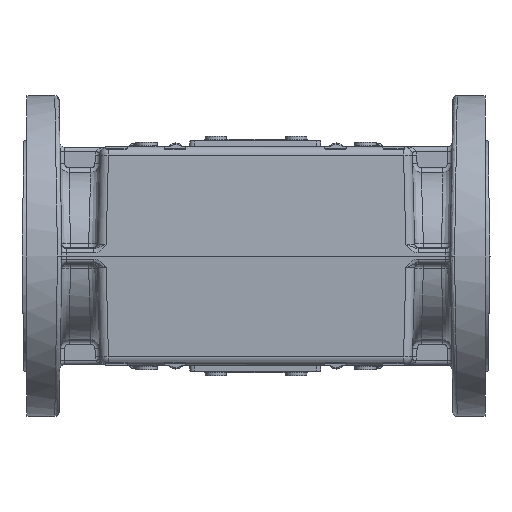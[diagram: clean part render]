
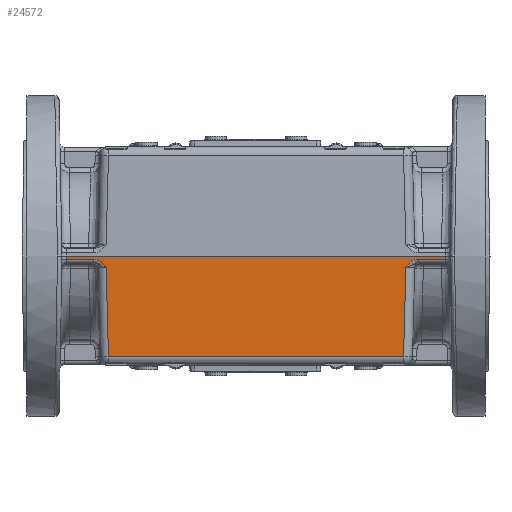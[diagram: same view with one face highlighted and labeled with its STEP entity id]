
A CAD part, front view. The second image highlights one B-rep face of the part: STEP entity #24572.
In plain terms, the highlighted planar face has unit normal (0, -1, -0.026).
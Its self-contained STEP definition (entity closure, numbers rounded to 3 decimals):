
#65 = CARTESIAN_POINT ( 'NONE',  ( 106.628, -192.905, -3.619 ) ) ;
#564 = VERTEX_POINT ( 'NONE', #6054 ) ;
#656 = DIRECTION ( 'NONE',  ( 0.026, -0.026, 0.999 ) ) ;
#1034 = CARTESIAN_POINT ( 'NONE',  ( 102.759, -192.793, -7.92 ) ) ;
#1050 = B_SPLINE_CURVE_WITH_KNOTS ( 'NONE', 3,
 ( #83479, #68984, #90684, #4536, #55159, #91007, #75609, #68675, #54849, #25874, #11724, #53897, #89733, #33425, #82840, #62051, #4845, #46961 ),
 .UNSPECIFIED., .F., .F.,
 ( 4, 2, 2, 2, 2, 2, 2, 2, 4 ),
 ( 0., 0.001, 0.003, 0.004, 0.005, 0.008, 0.009, 0.01, 0.011 ),
 .UNSPECIFIED. ) ;
#1825 = ORIENTED_EDGE ( 'NONE', *, *, #48975, .T. ) ;
#2178 = EDGE_CURVE ( 'NONE', #33021, #65255, #48002, .T. ) ;
#3455 = VERTEX_POINT ( 'NONE', #55316 ) ;
#3599 = LINE ( 'NONE', #88289, #91435 ) ;
#3940 = EDGE_CURVE ( 'NONE', #36664, #65255, #52356, .T. ) ;
#4377 = ORIENTED_EDGE ( 'NONE', *, *, #22884, .T. ) ;
#4536 = CARTESIAN_POINT ( 'NONE',  ( -109.466, -192.94, -2.296 ) ) ;
#4845 = CARTESIAN_POINT ( 'NONE',  ( -102.885, -192.797, -7.736 ) ) ;
#6054 = CARTESIAN_POINT ( 'NONE',  ( -111.241, -192.945, -2.089 ) ) ;
#6700 = DIRECTION ( 'NONE',  ( 1., 0., 0. ) ) ;
#7793 = LINE ( 'NONE', #56425, #93260 ) ;
#8493 = CARTESIAN_POINT ( 'NONE',  ( 102.895, -192.929, -2.693 ) ) ;
#9756 = CARTESIAN_POINT ( 'NONE',  ( -101.155, -191.189, -69.157 ) ) ;
#11724 = CARTESIAN_POINT ( 'NONE',  ( -104.935, -192.867, -5.078 ) ) ;
#12706 = DIRECTION ( 'NONE',  ( 1., 0., 0. ) ) ;
#13341 = CARTESIAN_POINT ( 'NONE',  ( -130.017, -192.945, -2.089 ) ) ;
#14167 = CARTESIAN_POINT ( 'NONE',  ( 103.266, -192.812, -7.179 ) ) ;
#14469 = CARTESIAN_POINT ( 'NONE',  ( 109.466, -192.94, -2.296 ) ) ;
#16797 = CARTESIAN_POINT ( 'NONE',  ( 130.017, -192.945, -2.089 ) ) ;
#17913 = LINE ( 'NONE', #69961, #92191 ) ;
#18400 = EDGE_CURVE ( 'NONE', #36664, #73986, #67386, .T. ) ;
#22884 = EDGE_CURVE ( 'NONE', #3455, #52258, #91023, .T. ) ;
#24184 = VECTOR ( 'NONE', #87626, 1000. ) ;
#24364 = DIRECTION ( 'NONE',  ( -0.017, 0.026, -1. ) ) ;
#24572 = ADVANCED_FACE ( 'NONE', ( #67265 ), #66913, .T. ) ;
#25874 = CARTESIAN_POINT ( 'NONE',  ( -105.561, -192.884, -4.445 ) ) ;
#26655 = LINE ( 'NONE', #30460, #53656 ) ;
#27844 = CARTESIAN_POINT ( 'NONE',  ( 129.981, -193., 0. ) ) ;
#28311 = CARTESIAN_POINT ( 'NONE',  ( 108.186, -192.928, -2.733 ) ) ;
#28313 = VERTEX_POINT ( 'NONE', #93218 ) ;
#29260 = CARTESIAN_POINT ( 'NONE',  ( 107.782, -192.923, -2.925 ) ) ;
#30065 = ORIENTED_EDGE ( 'NONE', *, *, #92731, .T. ) ;
#30140 = DIRECTION ( 'NONE',  ( 1., 0., 0. ) ) ;
#30460 = CARTESIAN_POINT ( 'NONE',  ( 107., -191.189, -69.157 ) ) ;
#30512 = ORIENTED_EDGE ( 'NONE', *, *, #2178, .T. ) ;
#31044 = DIRECTION ( 'NONE',  ( 0., -1., -0.026 ) ) ;
#31062 = DIRECTION ( 'NONE',  ( 0.026, 0.026, -0.999 ) ) ;
#33021 = VERTEX_POINT ( 'NONE', #16797 ) ;
#33425 = CARTESIAN_POINT ( 'NONE',  ( -103.401, -192.817, -7. ) ) ;
#34514 = CARTESIAN_POINT ( 'NONE',  ( -129.981, -193., 0. ) ) ;
#35376 = VERTEX_POINT ( 'NONE', #59727 ) ;
#35775 = DIRECTION ( 'NONE',  ( -0.017, -0.026, 1. ) ) ;
#36664 = VERTEX_POINT ( 'NONE', #34514 ) ;
#38828 = B_SPLINE_CURVE_WITH_KNOTS ( 'NONE', 3,
 ( #57262, #14167, #50958, #64176, #72331, #65, #71396, #29260, #28311, #79305, #14469, #43738, #86798, #87106 ),
 .UNSPECIFIED., .F., .F.,
 ( 4, 2, 2, 2, 2, 2, 4 ),
 ( 0., 0.003, 0.005, 0.007, 0.008, 0.009, 0.011 ),
 .UNSPECIFIED. ) ;
#43738 = CARTESIAN_POINT ( 'NONE',  ( 110.343, -192.944, -2.132 ) ) ;
#44893 = ORIENTED_EDGE ( 'NONE', *, *, #3940, .F. ) ;
#46961 = CARTESIAN_POINT ( 'NONE',  ( -102.759, -192.793, -7.92 ) ) ;
#48002 = LINE ( 'NONE', #50202, #73922 ) ;
#48434 = EDGE_CURVE ( 'NONE', #52258, #28313, #38828, .T. ) ;
#48975 = EDGE_CURVE ( 'NONE', #60478, #3455, #26655, .T. ) ;
#50202 = CARTESIAN_POINT ( 'NONE',  ( 129.982, -192.999, -0.054 ) ) ;
#50958 = CARTESIAN_POINT ( 'NONE',  ( 103.787, -192.831, -6.445 ) ) ;
#52258 = VERTEX_POINT ( 'NONE', #1034 ) ;
#52356 = LINE ( 'NONE', #63445, #24184 ) ;
#53656 = VECTOR ( 'NONE', #30140, 1000. ) ;
#53897 = CARTESIAN_POINT ( 'NONE',  ( -104.074, -192.84, -6.103 ) ) ;
#54849 = CARTESIAN_POINT ( 'NONE',  ( -106.628, -192.905, -3.619 ) ) ;
#55159 = CARTESIAN_POINT ( 'NONE',  ( -109.032, -192.937, -2.417 ) ) ;
#55316 = CARTESIAN_POINT ( 'NONE',  ( 101.155, -191.189, -69.157 ) ) ;
#56425 = CARTESIAN_POINT ( 'NONE',  ( 0., -192.945, -2.089 ) ) ;
#57262 = CARTESIAN_POINT ( 'NONE',  ( 102.759, -192.793, -7.92 ) ) ;
#59727 = CARTESIAN_POINT ( 'NONE',  ( -102.759, -192.793, -7.92 ) ) ;
#59764 = ORIENTED_EDGE ( 'NONE', *, *, #89342, .T. ) ;
#60225 = CARTESIAN_POINT ( 'NONE',  ( -130.069, -192.868, -5.059 ) ) ;
#60478 = VERTEX_POINT ( 'NONE', #9756 ) ;
#62051 = CARTESIAN_POINT ( 'NONE',  ( -103.013, -192.802, -7.55 ) ) ;
#63445 = CARTESIAN_POINT ( 'NONE',  ( -0.5, -193., 0. ) ) ;
#64078 = ORIENTED_EDGE ( 'NONE', *, *, #48434, .T. ) ;
#64176 = CARTESIAN_POINT ( 'NONE',  ( 104.935, -192.867, -5.078 ) ) ;
#64996 = VECTOR ( 'NONE', #24364, 1000. ) ;
#65255 = VERTEX_POINT ( 'NONE', #27844 ) ;
#65588 = ORIENTED_EDGE ( 'NONE', *, *, #18400, .T. ) ;
#66191 = ORIENTED_EDGE ( 'NONE', *, *, #93186, .T. ) ;
#66913 = PLANE ( 'NONE',  #68755 ) ;
#67265 = FACE_OUTER_BOUND ( 'NONE', #77750, .T. ) ;
#67386 = LINE ( 'NONE', #60225, #64996 ) ;
#68675 = CARTESIAN_POINT ( 'NONE',  ( -107.003, -192.912, -3.367 ) ) ;
#68755 = AXIS2_PLACEMENT_3D ( 'NONE', #80778, #31044, #81400 ) ;
#68984 = CARTESIAN_POINT ( 'NONE',  ( -110.788, -192.945, -2.089 ) ) ;
#69961 = CARTESIAN_POINT ( 'NONE',  ( 0., -192.945, -2.089 ) ) ;
#71396 = CARTESIAN_POINT ( 'NONE',  ( 107.003, -192.912, -3.367 ) ) ;
#72331 = CARTESIAN_POINT ( 'NONE',  ( 105.561, -192.884, -4.445 ) ) ;
#73922 = VECTOR ( 'NONE', #35775, 1000. ) ;
#73986 = VERTEX_POINT ( 'NONE', #13341 ) ;
#75609 = CARTESIAN_POINT ( 'NONE',  ( -107.781, -192.923, -2.925 ) ) ;
#77750 = EDGE_LOOP ( 'NONE', ( #4377, #64078, #78251, #30512, #44893, #65588, #59764, #66191, #30065, #1825 ) ) ;
#78251 = ORIENTED_EDGE ( 'NONE', *, *, #89213, .T. ) ;
#79305 = CARTESIAN_POINT ( 'NONE',  ( 109.032, -192.937, -2.417 ) ) ;
#80778 = CARTESIAN_POINT ( 'NONE',  ( 0., -193., 0. ) ) ;
#81400 = DIRECTION ( 'NONE',  ( 0., 0.026, -1. ) ) ;
#82840 = CARTESIAN_POINT ( 'NONE',  ( -103.271, -192.812, -7.183 ) ) ;
#83479 = CARTESIAN_POINT ( 'NONE',  ( -111.241, -192.945, -2.089 ) ) ;
#85399 = VECTOR ( 'NONE', #656, 1000. ) ;
#86798 = CARTESIAN_POINT ( 'NONE',  ( 110.788, -192.945, -2.089 ) ) ;
#87106 = CARTESIAN_POINT ( 'NONE',  ( 111.241, -192.945, -2.089 ) ) ;
#87626 = DIRECTION ( 'NONE',  ( 1., 0., 0. ) ) ;
#88289 = CARTESIAN_POINT ( 'NONE',  ( -102.895, -192.929, -2.693 ) ) ;
#89213 = EDGE_CURVE ( 'NONE', #28313, #33021, #17913, .T. ) ;
#89342 = EDGE_CURVE ( 'NONE', #73986, #564, #7793, .T. ) ;
#89733 = CARTESIAN_POINT ( 'NONE',  ( -103.8, -192.831, -6.458 ) ) ;
#90684 = CARTESIAN_POINT ( 'NONE',  ( -110.343, -192.944, -2.132 ) ) ;
#91007 = CARTESIAN_POINT ( 'NONE',  ( -108.186, -192.928, -2.733 ) ) ;
#91023 = LINE ( 'NONE', #8493, #85399 ) ;
#91435 = VECTOR ( 'NONE', #31062, 1000. ) ;
#92191 = VECTOR ( 'NONE', #12706, 1000. ) ;
#92731 = EDGE_CURVE ( 'NONE', #35376, #60478, #3599, .T. ) ;
#93186 = EDGE_CURVE ( 'NONE', #564, #35376, #1050, .T. ) ;
#93218 = CARTESIAN_POINT ( 'NONE',  ( 111.241, -192.945, -2.089 ) ) ;
#93260 = VECTOR ( 'NONE', #6700, 1000. ) ;
